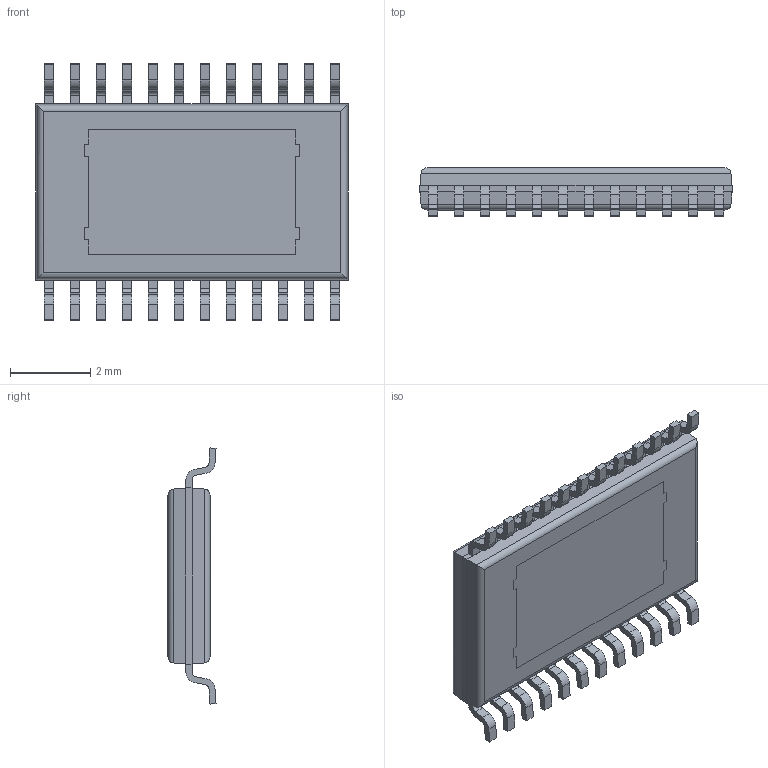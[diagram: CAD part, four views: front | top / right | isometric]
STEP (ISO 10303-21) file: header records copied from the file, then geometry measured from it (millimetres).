
FILE_DESCRIPTION (( 'STEP AP214' ), '1' );
FILE_NAME ('PDRV8873SPWPRQ1.STEP', '2019-02-04T23:30:25', ( '' ), ( '' ), 'SwSTEP 2.0', 'SolidWorks 2017', '' );
FILE_SCHEMA (( 'AUTOMOTIVE_DESIGN' ));
Length unit declared in the file: millimetre
Products named in the file (1): PDRV8873SPWPRQ1
Bounding box: 7.8 x 1.2 x 6.4 mm (x, y, z)
Volume: 36.6 mm3; surface area: 153.7 mm2
Topology: 26 solids, 26 shells, 404 faces, 1034 edges, 684 vertices
Faces by surface type: plane 298, cylinder 106
Entity records: 15947 total; most frequent: CARTESIAN_POINT 2147, ORIENTED_EDGE 2068, DIRECTION 2032, EDGE_CURVE 1034, LINE 830, VECTOR 830, VERTEX_POINT 684, AXIS2_PLACEMENT_3D 601
